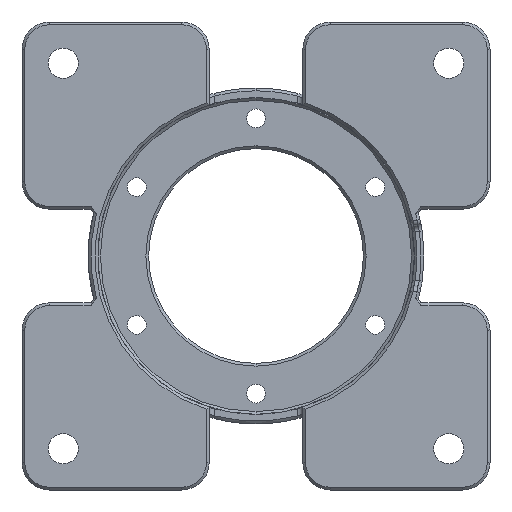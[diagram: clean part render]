
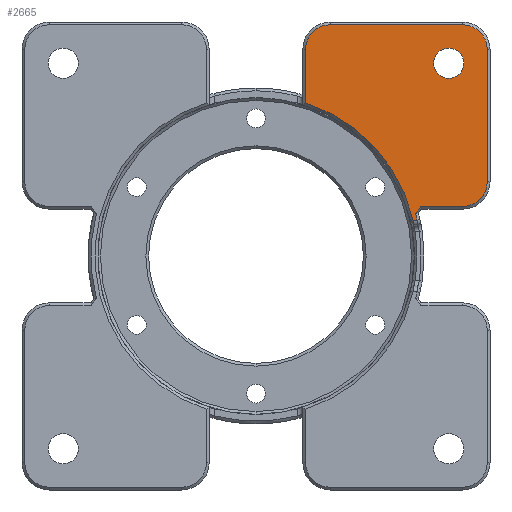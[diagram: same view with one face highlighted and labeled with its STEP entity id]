
A CAD part, front view. The second image highlights one B-rep face of the part: STEP entity #2665.
In plain terms, the highlighted planar face has unit normal (0, -1, 0).
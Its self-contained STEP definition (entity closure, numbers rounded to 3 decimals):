
#91 = CARTESIAN_POINT ( 'NONE',  ( 29.95, 0., 9. ) ) ;
#177 = CARTESIAN_POINT ( 'NONE',  ( 29.287, 0., 6.5 ) ) ;
#198 = DIRECTION ( 'NONE',  ( 0., 0., 1. ) ) ;
#355 = DIRECTION ( 'NONE',  ( 0., 1., 0. ) ) ;
#449 = AXIS2_PLACEMENT_3D ( 'NONE', #2397, #3578, #5382 ) ;
#489 = CARTESIAN_POINT ( 'NONE',  ( 35., 0., 35. ) ) ;
#526 = VERTEX_POINT ( 'NONE', #7040 ) ;
#532 = CIRCLE ( 'NONE', #2643, 29.25 ) ;
#649 = CARTESIAN_POINT ( 'NONE',  ( 0., 0., 0. ) ) ;
#675 = CIRCLE ( 'NONE', #7675, 2.75 ) ;
#714 = DIRECTION ( 'NONE',  ( 0., 0., 1. ) ) ;
#716 = ORIENTED_EDGE ( 'NONE', *, *, #1886, .T. ) ;
#785 = CARTESIAN_POINT ( 'NONE',  ( 37.5, 0., 13.5 ) ) ;
#918 = LINE ( 'NONE', #7492, #5147 ) ;
#1035 = EDGE_CURVE ( 'NONE', #3345, #4552, #4242, .T. ) ;
#1084 = ORIENTED_EDGE ( 'NONE', *, *, #5355, .T. ) ;
#1119 = CARTESIAN_POINT ( 'NONE',  ( 35., 0., 37.75 ) ) ;
#1180 = CIRCLE ( 'NONE', #3557, 4.5 ) ;
#1191 = VECTOR ( 'NONE', #4770, 1000. ) ;
#1196 = EDGE_CURVE ( 'NONE', #6949, #4059, #2974, .T. ) ;
#1249 = ORIENTED_EDGE ( 'NONE', *, *, #7386, .T. ) ;
#1277 = AXIS2_PLACEMENT_3D ( 'NONE', #1572, #5172, #6424 ) ;
#1366 = FACE_BOUND ( 'NONE', #7172, .T. ) ;
#1400 = DIRECTION ( 'NONE',  ( 0., -1., 0. ) ) ;
#1485 = DIRECTION ( 'NONE',  ( 0., 0., 1. ) ) ;
#1563 = CIRCLE ( 'NONE', #6941, 30. ) ;
#1572 = CARTESIAN_POINT ( 'NONE',  ( 13.5, 0., 37.5 ) ) ;
#1886 = EDGE_CURVE ( 'NONE', #3515, #526, #4698, .T. ) ;
#1931 = ORIENTED_EDGE ( 'NONE', *, *, #2790, .T. ) ;
#2051 = EDGE_CURVE ( 'NONE', #3352, #4835, #7530, .T. ) ;
#2131 = ORIENTED_EDGE ( 'NONE', *, *, #6460, .T. ) ;
#2138 = DIRECTION ( 'NONE',  ( -1., 0., 0. ) ) ;
#2151 = AXIS2_PLACEMENT_3D ( 'NONE', #5569, #3684, #198 ) ;
#2165 = ORIENTED_EDGE ( 'NONE', *, *, #7189, .T. ) ;
#2310 = VERTEX_POINT ( 'NONE', #4352 ) ;
#2397 = CARTESIAN_POINT ( 'NONE',  ( 35., 0., 35. ) ) ;
#2405 = DIRECTION ( 'NONE',  ( 0., 0., 1. ) ) ;
#2643 = AXIS2_PLACEMENT_3D ( 'NONE', #2744, #355, #1485 ) ;
#2665 = ADVANCED_FACE ( 'NONE', ( #1366, #6772 ), #3759, .F. ) ;
#2713 = ORIENTED_EDGE ( 'NONE', *, *, #1035, .T. ) ;
#2744 = CARTESIAN_POINT ( 'NONE',  ( 0., 0., 0. ) ) ;
#2763 = LINE ( 'NONE', #5708, #6588 ) ;
#2788 = VERTEX_POINT ( 'NONE', #6850 ) ;
#2790 = EDGE_CURVE ( 'NONE', #3496, #6949, #532, .T. ) ;
#2875 = DIRECTION ( 'NONE',  ( 0., 0., 1. ) ) ;
#2914 = EDGE_CURVE ( 'NONE', #7138, #5024, #5480, .T. ) ;
#2974 = LINE ( 'NONE', #3558, #4370 ) ;
#2980 = ORIENTED_EDGE ( 'NONE', *, *, #2051, .T. ) ;
#3050 = CARTESIAN_POINT ( 'NONE',  ( 28.519, 0., 6.5 ) ) ;
#3087 = CARTESIAN_POINT ( 'NONE',  ( 28.984, 0., 7.742 ) ) ;
#3167 = ORIENTED_EDGE ( 'NONE', *, *, #3422, .T. ) ;
#3305 = DIRECTION ( 'NONE',  ( 0., 0., 1. ) ) ;
#3345 = VERTEX_POINT ( 'NONE', #6605 ) ;
#3352 = VERTEX_POINT ( 'NONE', #3706 ) ;
#3422 = EDGE_CURVE ( 'NONE', #2310, #3352, #2763, .T. ) ;
#3496 = VERTEX_POINT ( 'NONE', #6952 ) ;
#3515 = VERTEX_POINT ( 'NONE', #1119 ) ;
#3557 = AXIS2_PLACEMENT_3D ( 'NONE', #6901, #5654, #3305 ) ;
#3558 = CARTESIAN_POINT ( 'NONE',  ( 30., 0., 6.5 ) ) ;
#3578 = DIRECTION ( 'NONE',  ( 0., 1., 0. ) ) ;
#3590 = LINE ( 'NONE', #4692, #1191 ) ;
#3684 = DIRECTION ( 'NONE',  ( 0., 1., 0. ) ) ;
#3706 = CARTESIAN_POINT ( 'NONE',  ( 13.5, 0., 42. ) ) ;
#3759 = PLANE ( 'NONE',  #2151 ) ;
#3889 = DIRECTION ( 'NONE',  ( 1., 0., 0. ) ) ;
#3988 = EDGE_CURVE ( 'NONE', #4552, #2788, #4009, .T. ) ;
#4009 = LINE ( 'NONE', #7096, #7722 ) ;
#4059 = VERTEX_POINT ( 'NONE', #177 ) ;
#4242 = CIRCLE ( 'NONE', #5870, 4.5 ) ;
#4352 = CARTESIAN_POINT ( 'NONE',  ( 37.5, 0., 42. ) ) ;
#4370 = VECTOR ( 'NONE', #7739, 1000. ) ;
#4552 = VERTEX_POINT ( 'NONE', #6031 ) ;
#4692 = CARTESIAN_POINT ( 'NONE',  ( 9., 0., 0. ) ) ;
#4698 = CIRCLE ( 'NONE', #449, 2.75 ) ;
#4770 = DIRECTION ( 'NONE',  ( 0., 0., -1. ) ) ;
#4835 = VERTEX_POINT ( 'NONE', #7705 ) ;
#4902 = ORIENTED_EDGE ( 'NONE', *, *, #6246, .T. ) ;
#4963 = DIRECTION ( 'NONE',  ( 0.609, 0., 0.793 ) ) ;
#5013 = ORIENTED_EDGE ( 'NONE', *, *, #2914, .T. ) ;
#5024 = VERTEX_POINT ( 'NONE', #91 ) ;
#5147 = VECTOR ( 'NONE', #3889, 1000. ) ;
#5172 = DIRECTION ( 'NONE',  ( 0., -1., 0. ) ) ;
#5248 = ORIENTED_EDGE ( 'NONE', *, *, #3988, .T. ) ;
#5255 = DIRECTION ( 'NONE',  ( 0., 1., 0. ) ) ;
#5303 = EDGE_LOOP ( 'NONE', ( #2165, #5013, #1084, #2713, #5248, #4902, #3167, #2980, #1249, #1931, #6331 ) ) ;
#5355 = EDGE_CURVE ( 'NONE', #5024, #3345, #918, .T. ) ;
#5382 = DIRECTION ( 'NONE',  ( 0., 0., 1. ) ) ;
#5480 = LINE ( 'NONE', #3087, #5784 ) ;
#5569 = CARTESIAN_POINT ( 'NONE',  ( 0., 0., 0. ) ) ;
#5654 = DIRECTION ( 'NONE',  ( 0., -1., 0. ) ) ;
#5708 = CARTESIAN_POINT ( 'NONE',  ( 13.5, 0., 42. ) ) ;
#5784 = VECTOR ( 'NONE', #4963, 1000. ) ;
#5870 = AXIS2_PLACEMENT_3D ( 'NONE', #785, #1400, #714 ) ;
#6031 = CARTESIAN_POINT ( 'NONE',  ( 42., 0., 13.5 ) ) ;
#6246 = EDGE_CURVE ( 'NONE', #2788, #2310, #1180, .T. ) ;
#6331 = ORIENTED_EDGE ( 'NONE', *, *, #1196, .T. ) ;
#6424 = DIRECTION ( 'NONE',  ( 0., 0., 1. ) ) ;
#6460 = EDGE_CURVE ( 'NONE', #526, #3515, #675, .T. ) ;
#6588 = VECTOR ( 'NONE', #2138, 1000. ) ;
#6605 = CARTESIAN_POINT ( 'NONE',  ( 37.5, 0., 9. ) ) ;
#6772 = FACE_OUTER_BOUND ( 'NONE', #5303, .T. ) ;
#6850 = CARTESIAN_POINT ( 'NONE',  ( 42., 0., 37.5 ) ) ;
#6901 = CARTESIAN_POINT ( 'NONE',  ( 37.5, 0., 37.5 ) ) ;
#6941 = AXIS2_PLACEMENT_3D ( 'NONE', #649, #7066, #2405 ) ;
#6949 = VERTEX_POINT ( 'NONE', #3050 ) ;
#6952 = CARTESIAN_POINT ( 'NONE',  ( 9., 0., 27.831 ) ) ;
#7040 = CARTESIAN_POINT ( 'NONE',  ( 35., 0., 32.25 ) ) ;
#7055 = DIRECTION ( 'NONE',  ( 0., 0., 1. ) ) ;
#7066 = DIRECTION ( 'NONE',  ( 0., -1., 0. ) ) ;
#7096 = CARTESIAN_POINT ( 'NONE',  ( 42., 0., 0. ) ) ;
#7138 = VERTEX_POINT ( 'NONE', #7221 ) ;
#7172 = EDGE_LOOP ( 'NONE', ( #716, #2131 ) ) ;
#7189 = EDGE_CURVE ( 'NONE', #4059, #7138, #1563, .T. ) ;
#7221 = CARTESIAN_POINT ( 'NONE',  ( 28.984, 0., 7.742 ) ) ;
#7386 = EDGE_CURVE ( 'NONE', #4835, #3496, #3590, .T. ) ;
#7492 = CARTESIAN_POINT ( 'NONE',  ( 37.5, 0., 9. ) ) ;
#7530 = CIRCLE ( 'NONE', #1277, 4.5 ) ;
#7675 = AXIS2_PLACEMENT_3D ( 'NONE', #489, #5255, #2875 ) ;
#7705 = CARTESIAN_POINT ( 'NONE',  ( 9., 0., 37.5 ) ) ;
#7722 = VECTOR ( 'NONE', #7055, 1000. ) ;
#7739 = DIRECTION ( 'NONE',  ( 1., 0., 0. ) ) ;
